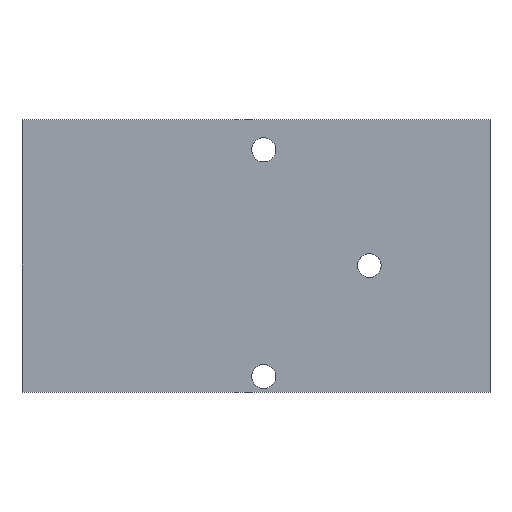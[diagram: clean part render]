
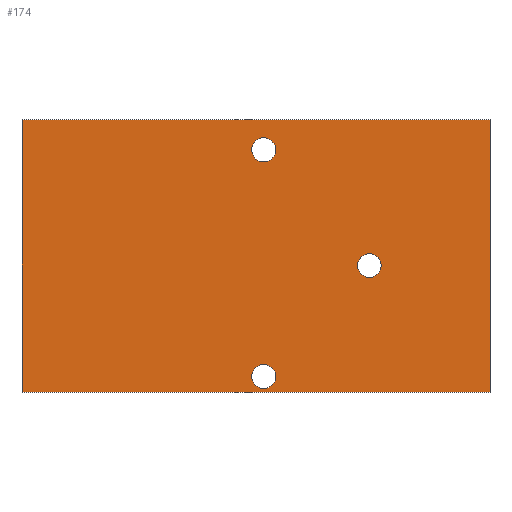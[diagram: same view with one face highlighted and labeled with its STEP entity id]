
A CAD part, top view. The second image highlights one B-rep face of the part: STEP entity #174.
In plain terms, the highlighted planar face has unit normal (0, 0, 1).
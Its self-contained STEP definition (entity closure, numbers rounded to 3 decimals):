
#15=FACE_BOUND('',#44,.T.);
#16=FACE_BOUND('',#45,.T.);
#17=FACE_BOUND('',#46,.T.);
#25=PLANE('',#212);
#34=FACE_OUTER_BOUND('',#43,.T.);
#43=EDGE_LOOP('',(#150,#151,#152,#153));
#44=EDGE_LOOP('',(#154));
#45=EDGE_LOOP('',(#155));
#46=EDGE_LOOP('',(#156));
#56=LINE('',#287,#71);
#59=LINE('',#293,#74);
#62=LINE('',#299,#77);
#65=LINE('',#303,#80);
#71=VECTOR('',#241,10.);
#74=VECTOR('',#246,10.);
#77=VECTOR('',#251,10.);
#80=VECTOR('',#256,10.);
#81=CIRCLE('',#200,1.6);
#83=CIRCLE('',#203,1.575);
#85=CIRCLE('',#206,1.6);
#87=VERTEX_POINT('',#263);
#89=VERTEX_POINT('',#269);
#91=VERTEX_POINT('',#275);
#95=VERTEX_POINT('',#284);
#96=VERTEX_POINT('',#286);
#98=VERTEX_POINT('',#292);
#100=VERTEX_POINT('',#298);
#101=EDGE_CURVE('',#87,#87,#81,.T.);
#104=EDGE_CURVE('',#89,#89,#83,.T.);
#107=EDGE_CURVE('',#91,#91,#85,.T.);
#112=EDGE_CURVE('',#96,#95,#56,.T.);
#115=EDGE_CURVE('',#98,#96,#59,.T.);
#118=EDGE_CURVE('',#100,#98,#62,.T.);
#121=EDGE_CURVE('',#95,#100,#65,.T.);
#150=ORIENTED_EDGE('',*,*,#121,.T.);
#151=ORIENTED_EDGE('',*,*,#118,.T.);
#152=ORIENTED_EDGE('',*,*,#115,.T.);
#153=ORIENTED_EDGE('',*,*,#112,.T.);
#154=ORIENTED_EDGE('',*,*,#107,.T.);
#155=ORIENTED_EDGE('',*,*,#104,.T.);
#156=ORIENTED_EDGE('',*,*,#101,.T.);
#174=ADVANCED_FACE('',(#34,#15,#16,#17),#25,.T.);
#200=AXIS2_PLACEMENT_3D('',#264,#218,#219);
#203=AXIS2_PLACEMENT_3D('',#270,#225,#226);
#206=AXIS2_PLACEMENT_3D('',#276,#232,#233);
#212=AXIS2_PLACEMENT_3D('',#304,#257,#258);
#218=DIRECTION('center_axis',(0.,0.,-1.));
#219=DIRECTION('ref_axis',(-1.,0.,0.));
#225=DIRECTION('center_axis',(0.,0.,-1.));
#226=DIRECTION('ref_axis',(-1.,0.,0.));
#232=DIRECTION('center_axis',(0.,0.,-1.));
#233=DIRECTION('ref_axis',(-1.,0.,0.));
#241=DIRECTION('',(-1.,0.,0.));
#246=DIRECTION('',(0.,1.,0.));
#251=DIRECTION('',(1.,0.,0.));
#256=DIRECTION('',(0.,-1.,0.));
#257=DIRECTION('center_axis',(0.,0.,1.));
#258=DIRECTION('ref_axis',(1.,0.,0.));
#263=CARTESIAN_POINT('',(-0.853,-5.568,3.2));
#264=CARTESIAN_POINT('Origin',(-2.453,-5.568,3.2));
#269=CARTESIAN_POINT('',(13.122,9.132,3.2));
#270=CARTESIAN_POINT('Origin',(11.547,9.132,3.2));
#275=CARTESIAN_POINT('',(-0.853,24.482,3.2));
#276=CARTESIAN_POINT('Origin',(-2.453,24.482,3.2));
#284=CARTESIAN_POINT('',(-34.49,28.482,3.2));
#286=CARTESIAN_POINT('',(27.547,28.482,3.2));
#287=CARTESIAN_POINT('',(27.547,28.482,3.2));
#292=CARTESIAN_POINT('',(27.547,-7.668,3.2));
#293=CARTESIAN_POINT('',(27.547,-7.668,3.2));
#298=CARTESIAN_POINT('',(-34.49,-7.668,3.2));
#299=CARTESIAN_POINT('',(-34.49,-7.668,3.2));
#303=CARTESIAN_POINT('',(-34.49,28.482,3.2));
#304=CARTESIAN_POINT('Origin',(-3.472,10.407,3.2));
